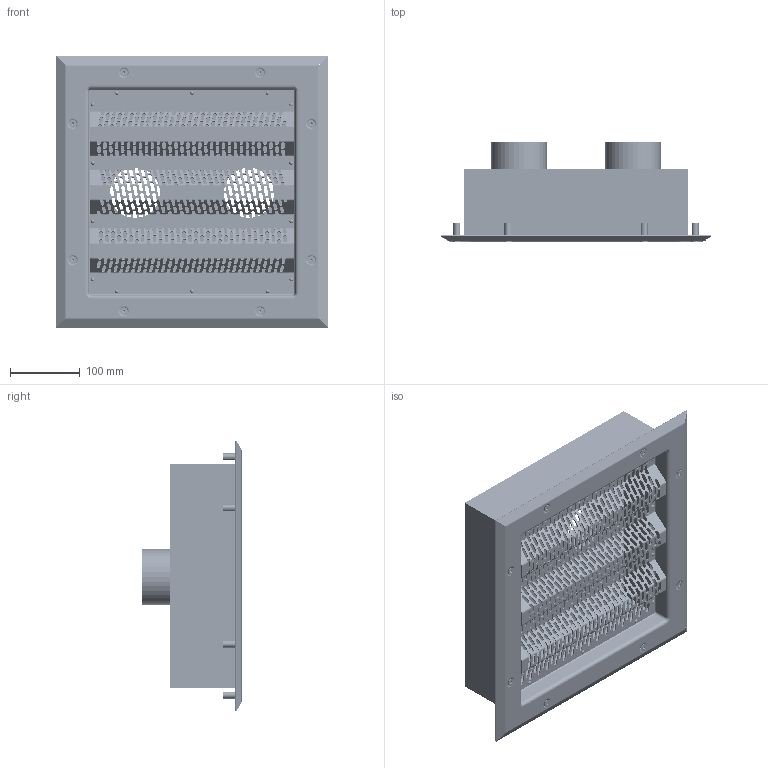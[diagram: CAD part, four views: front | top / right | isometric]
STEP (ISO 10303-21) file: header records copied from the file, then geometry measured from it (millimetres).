
FILE_DESCRIPTION(('STEP AP214'), '1');
FILE_NAME('栖闉罻', '2024-12-06T10:16:47', ('Runwill'), (''), 'C3D Converter', 'C3D Toolkit', '');
FILE_SCHEMA(('AUTOMOTIVE_DESIGN { 1 0 10303 214 3 1 1}'));
Length unit declared in the file: millimetre
Assembly tree (36 placements, depth 2):
  (unnamed)
    (unnamed)
    (unnamed)
    (unnamed)  x8
    (unnamed)
    (unnamed)
    (unnamed)
    (unnamed)
    (unnamed)
    (unnamed)
    (unnamed)
    (unnamed)
    (unnamed)
    (unnamed)  x17
Bounding box: 390.02 x 144.55 x 390.02 mm (x, y, z)
Volume: 680929.4 mm3; surface area: 945759.5 mm2
Topology: 36 solids, 36 shells, 5018 faces, 14129 edges, 8429 vertices
Faces by surface type: cylinder 2126, plane 1852, bspline 907, torus 57, sphere 42, cone 34
Full cylindrical faces by diameter (mm): 3 x17, 3.2 x28, 4.917 x8, 6 x8, 7.5 x8, 10 x8, 11.34 x8, 72.23 x2, 80 x2
Entity records: 217899 total; most frequent: CARTESIAN_POINT 93718, ORIENTED_EDGE 27538, DIRECTION 22844, EDGE_CURVE 13769, LINE 8820, VECTOR 8820, VERTEX_POINT 8267, AXIS2_PLACEMENT_3D 7012
